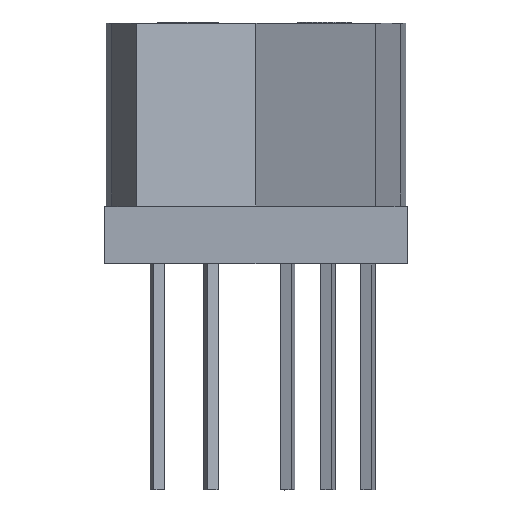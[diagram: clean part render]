
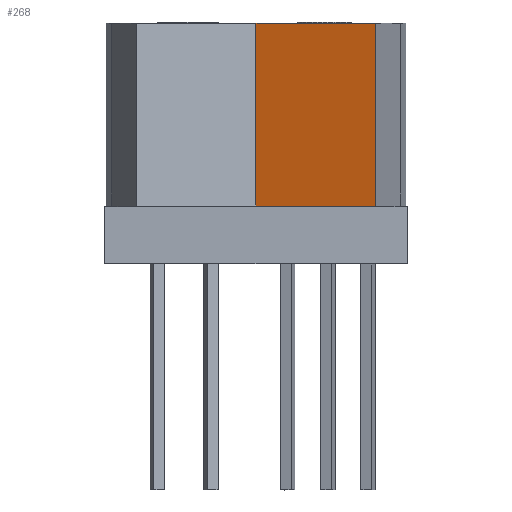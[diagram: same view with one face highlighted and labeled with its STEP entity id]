
A CAD part, top view. The second image highlights one B-rep face of the part: STEP entity #268.
In plain terms, the highlighted planar face has unit normal (-0.321, 0, 0.947).
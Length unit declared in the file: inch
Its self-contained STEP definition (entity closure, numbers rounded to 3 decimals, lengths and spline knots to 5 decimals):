
#65 = AXIS2_PLACEMENT_3D ( 'NONE', #2575, #921, #2902 ) ;
#138 = CARTESIAN_POINT ( 'NONE',  ( 0., 0.1, 0.0535 ) ) ;
#268 = ADVANCED_FACE ( 'NONE', ( #2155 ), #3216, .F. ) ;
#281 = CARTESIAN_POINT ( 'NONE',  ( 0.21123, 0.1, 0.125 ) ) ;
#292 = LINE ( 'NONE', #4154, #2069 ) ;
#326 = VECTOR ( 'NONE', #2474, 39.37008 ) ;
#538 = CARTESIAN_POINT ( 'NONE',  ( 0., 0.425, 0.0535 ) ) ;
#619 = VERTEX_POINT ( 'NONE', #2571 ) ;
#834 = EDGE_CURVE ( 'NONE', #1140, #2472, #292, .T. ) ;
#921 = DIRECTION ( 'NONE',  ( 0.321, 0., -0.947 ) ) ;
#1116 = ORIENTED_EDGE ( 'NONE', *, *, #2525, .T. ) ;
#1140 = VERTEX_POINT ( 'NONE', #1218 ) ;
#1218 = CARTESIAN_POINT ( 'NONE',  ( 0.21123, 0.425, 0.125 ) ) ;
#1405 = LINE ( 'NONE', #538, #1992 ) ;
#1479 = EDGE_LOOP ( 'NONE', ( #3950, #2773, #1116, #2592 ) ) ;
#1603 = EDGE_CURVE ( 'NONE', #1140, #2835, #1405, .T. ) ;
#1992 = VECTOR ( 'NONE', #2025, 39.37008 ) ;
#2025 = DIRECTION ( 'NONE',  ( -0.947, 0., -0.321 ) ) ;
#2069 = VECTOR ( 'NONE', #2595, 39.37008 ) ;
#2155 = FACE_OUTER_BOUND ( 'NONE', #1479, .T. ) ;
#2302 = VECTOR ( 'NONE', #3887, 39.37008 ) ;
#2472 = VERTEX_POINT ( 'NONE', #281 ) ;
#2474 = DIRECTION ( 'NONE',  ( 0.947, 0., 0.321 ) ) ;
#2525 = EDGE_CURVE ( 'NONE', #2835, #619, #3592, .T. ) ;
#2569 = LINE ( 'NONE', #138, #326 ) ;
#2571 = CARTESIAN_POINT ( 'NONE',  ( 0., 0.1, 0.0535 ) ) ;
#2575 = CARTESIAN_POINT ( 'NONE',  ( 0., 1.44133, 0.0535 ) ) ;
#2592 = ORIENTED_EDGE ( 'NONE', *, *, #3881, .T. ) ;
#2595 = DIRECTION ( 'NONE',  ( 0., -1., 0. ) ) ;
#2773 = ORIENTED_EDGE ( 'NONE', *, *, #1603, .T. ) ;
#2835 = VERTEX_POINT ( 'NONE', #3823 ) ;
#2902 = DIRECTION ( 'NONE',  ( -0.947, 0., -0.321 ) ) ;
#2940 = CARTESIAN_POINT ( 'NONE',  ( 0., 1.44133, 0.0535 ) ) ;
#3216 = PLANE ( 'NONE',  #65 ) ;
#3592 = LINE ( 'NONE', #2940, #2302 ) ;
#3823 = CARTESIAN_POINT ( 'NONE',  ( 0., 0.425, 0.0535 ) ) ;
#3881 = EDGE_CURVE ( 'NONE', #619, #2472, #2569, .T. ) ;
#3887 = DIRECTION ( 'NONE',  ( 0., -1., 0. ) ) ;
#3950 = ORIENTED_EDGE ( 'NONE', *, *, #834, .F. ) ;
#4154 = CARTESIAN_POINT ( 'NONE',  ( 0.21123, 1.44133, 0.125 ) ) ;
